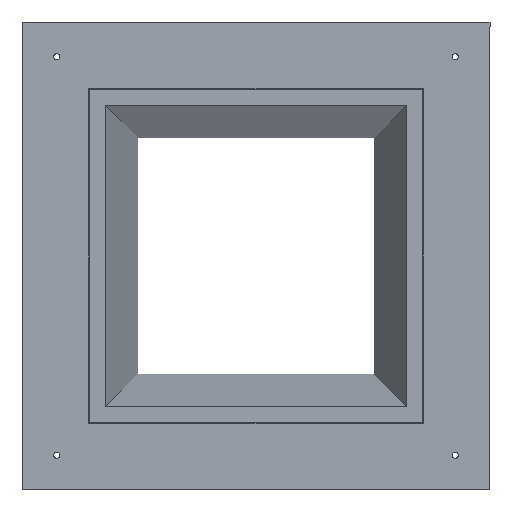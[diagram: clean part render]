
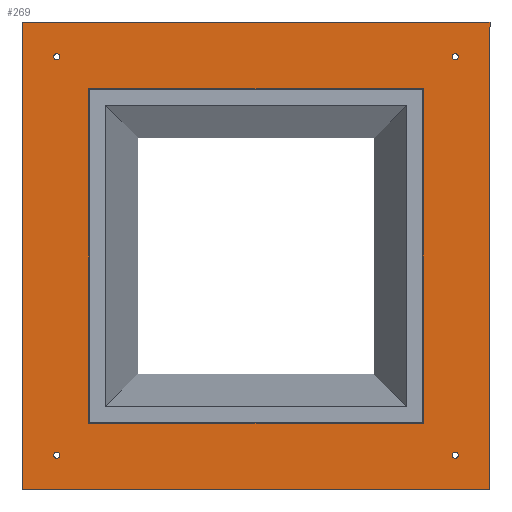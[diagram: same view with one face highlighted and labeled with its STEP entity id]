
A CAD part, front view. The second image highlights one B-rep face of the part: STEP entity #269.
In plain terms, the highlighted planar face has unit normal (0, -1, 0).
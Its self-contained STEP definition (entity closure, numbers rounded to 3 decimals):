
#44 = VERTEX_POINT ( 'NONE', #615 ) ;
#57 = VERTEX_POINT ( 'NONE', #660 ) ;
#66 = EDGE_CURVE ( 'NONE', #67, #44, #644, .T. ) ;
#67 = VERTEX_POINT ( 'NONE', #703 ) ;
#68 = VERTEX_POINT ( 'NONE', #702 ) ;
#69 = EDGE_CURVE ( 'NONE', #68, #57, #701, .T. ) ;
#114 = VERTEX_POINT ( 'NONE', #748 ) ;
#116 = EDGE_CURVE ( 'NONE', #117, #114, #747, .T. ) ;
#117 = VERTEX_POINT ( 'NONE', #742 ) ;
#130 = VERTEX_POINT ( 'NONE', #777 ) ;
#132 = EDGE_CURVE ( 'NONE', #133, #130, #776, .T. ) ;
#133 = VERTEX_POINT ( 'NONE', #771 ) ;
#237 = VERTEX_POINT ( 'NONE', #966 ) ;
#238 = ORIENTED_EDGE ( 'NONE', *, *, #239, .F. ) ;
#239 = EDGE_CURVE ( 'NONE', #240, #318, #965, .T. ) ;
#240 = VERTEX_POINT ( 'NONE', #1023 ) ;
#241 = ORIENTED_EDGE ( 'NONE', *, *, #242, .F. ) ;
#242 = EDGE_CURVE ( 'NONE', #243, #240, #1022, .T. ) ;
#243 = VERTEX_POINT ( 'NONE', #1018 ) ;
#244 = EDGE_CURVE ( 'NONE', #57, #68, #1017, .T. ) ;
#245 = EDGE_LOOP ( 'NONE', ( #246, #247 ) ) ;
#246 = ORIENTED_EDGE ( 'NONE', *, *, #116, .T. ) ;
#247 = ORIENTED_EDGE ( 'NONE', *, *, #248, .T. ) ;
#248 = EDGE_CURVE ( 'NONE', #114, #117, #1012, .T. ) ;
#249 = EDGE_LOOP ( 'NONE', ( #250, #254, #257, #313 ) ) ;
#250 = ORIENTED_EDGE ( 'NONE', *, *, #251, .T. ) ;
#251 = EDGE_CURVE ( 'NONE', #252, #253, #1007, .T. ) ;
#252 = VERTEX_POINT ( 'NONE', #1003 ) ;
#253 = VERTEX_POINT ( 'NONE', #1002 ) ;
#254 = ORIENTED_EDGE ( 'NONE', *, *, #255, .T. ) ;
#255 = EDGE_CURVE ( 'NONE', #253, #256, #1001, .T. ) ;
#256 = VERTEX_POINT ( 'NONE', #997 ) ;
#257 = ORIENTED_EDGE ( 'NONE', *, *, #312, .T. ) ;
#258 = VERTEX_POINT ( 'NONE', #996 ) ;
#269 = ADVANCED_FACE ( 'NONE', ( #1045, #1044, #1043, #1042, #1041, #1040 ), #1039, .T. ) ;
#270 = EDGE_LOOP ( 'NONE', ( #271, #272 ) ) ;
#271 = ORIENTED_EDGE ( 'NONE', *, *, #69, .T. ) ;
#272 = ORIENTED_EDGE ( 'NONE', *, *, #244, .T. ) ;
#299 = ORIENTED_EDGE ( 'NONE', *, *, #300, .F. ) ;
#300 = EDGE_CURVE ( 'NONE', #237, #243, #1113, .T. ) ;
#301 = EDGE_LOOP ( 'NONE', ( #302, #303 ) ) ;
#302 = ORIENTED_EDGE ( 'NONE', *, *, #132, .T. ) ;
#303 = ORIENTED_EDGE ( 'NONE', *, *, #304, .T. ) ;
#304 = EDGE_CURVE ( 'NONE', #130, #133, #1109, .T. ) ;
#305 = EDGE_LOOP ( 'NONE', ( #306, #307 ) ) ;
#306 = ORIENTED_EDGE ( 'NONE', *, *, #66, .T. ) ;
#307 = ORIENTED_EDGE ( 'NONE', *, *, #308, .T. ) ;
#308 = EDGE_CURVE ( 'NONE', #44, #67, #1104, .T. ) ;
#312 = EDGE_CURVE ( 'NONE', #256, #258, #1096, .T. ) ;
#313 = ORIENTED_EDGE ( 'NONE', *, *, #314, .T. ) ;
#314 = EDGE_CURVE ( 'NONE', #258, #252, #1092, .T. ) ;
#315 = EDGE_LOOP ( 'NONE', ( #316, #238, #241, #299 ) ) ;
#316 = ORIENTED_EDGE ( 'NONE', *, *, #317, .F. ) ;
#317 = EDGE_CURVE ( 'NONE', #318, #237, #1148, .T. ) ;
#318 = VERTEX_POINT ( 'NONE', #1144 ) ;
#615 = CARTESIAN_POINT ( 'NONE',  ( -430., 0., -423.5 ) ) ;
#643 = AXIS2_PLACEMENT_3D ( 'NONE', #706, #705, #704 ) ;
#644 = CIRCLE ( 'NONE', #643, 6.5 ) ;
#660 = CARTESIAN_POINT ( 'NONE',  ( 430., 0., -423.5 ) ) ;
#697 = DIRECTION ( 'NONE',  ( 0., 0., 1. ) ) ;
#698 = DIRECTION ( 'NONE',  ( 0., 1., 0. ) ) ;
#699 = CARTESIAN_POINT ( 'NONE',  ( 430., 0., -430. ) ) ;
#700 = AXIS2_PLACEMENT_3D ( 'NONE', #699, #698, #697 ) ;
#701 = CIRCLE ( 'NONE', #700, 6.5 ) ;
#702 = CARTESIAN_POINT ( 'NONE',  ( 430., 0., -436.5 ) ) ;
#703 = CARTESIAN_POINT ( 'NONE',  ( -430., 0., -436.5 ) ) ;
#704 = DIRECTION ( 'NONE',  ( 0., 0., 1. ) ) ;
#705 = DIRECTION ( 'NONE',  ( 0., 1., 0. ) ) ;
#706 = CARTESIAN_POINT ( 'NONE',  ( -430., 0., -430. ) ) ;
#742 = CARTESIAN_POINT ( 'NONE',  ( -430., 0., 423.5 ) ) ;
#743 = DIRECTION ( 'NONE',  ( 0., 0., 1. ) ) ;
#744 = DIRECTION ( 'NONE',  ( 0., 1., 0. ) ) ;
#745 = CARTESIAN_POINT ( 'NONE',  ( -430., 0., 430. ) ) ;
#746 = AXIS2_PLACEMENT_3D ( 'NONE', #745, #744, #743 ) ;
#747 = CIRCLE ( 'NONE', #746, 6.5 ) ;
#748 = CARTESIAN_POINT ( 'NONE',  ( -430., 0., 436.5 ) ) ;
#771 = CARTESIAN_POINT ( 'NONE',  ( 430., 0., 423.5 ) ) ;
#772 = DIRECTION ( 'NONE',  ( 0., 0., 1. ) ) ;
#773 = DIRECTION ( 'NONE',  ( 0., 1., 0. ) ) ;
#774 = CARTESIAN_POINT ( 'NONE',  ( 430., 0., 430. ) ) ;
#775 = AXIS2_PLACEMENT_3D ( 'NONE', #774, #773, #772 ) ;
#776 = CIRCLE ( 'NONE', #775, 6.5 ) ;
#777 = CARTESIAN_POINT ( 'NONE',  ( 430., 0., 436.5 ) ) ;
#962 = DIRECTION ( 'NONE',  ( 0., 0., -1. ) ) ;
#963 = VECTOR ( 'NONE', #962, 1000. ) ;
#964 = CARTESIAN_POINT ( 'NONE',  ( -360., 0., 950. ) ) ;
#965 = LINE ( 'NONE', #964, #963 ) ;
#966 = CARTESIAN_POINT ( 'NONE',  ( 360., 0., -360. ) ) ;
#996 = CARTESIAN_POINT ( 'NONE',  ( 505., 0., 505. ) ) ;
#997 = CARTESIAN_POINT ( 'NONE',  ( 505., 0., -505. ) ) ;
#998 = DIRECTION ( 'NONE',  ( 1., 0., 0. ) ) ;
#999 = VECTOR ( 'NONE', #998, 1000. ) ;
#1000 = CARTESIAN_POINT ( 'NONE',  ( -950., 0., -505. ) ) ;
#1001 = LINE ( 'NONE', #1000, #999 ) ;
#1002 = CARTESIAN_POINT ( 'NONE',  ( -505., 0., -505. ) ) ;
#1003 = CARTESIAN_POINT ( 'NONE',  ( -505., 0., 505. ) ) ;
#1004 = DIRECTION ( 'NONE',  ( 0., 0., -1. ) ) ;
#1005 = VECTOR ( 'NONE', #1004, 1000. ) ;
#1006 = CARTESIAN_POINT ( 'NONE',  ( -505., 0., 950. ) ) ;
#1007 = LINE ( 'NONE', #1006, #1005 ) ;
#1008 = DIRECTION ( 'NONE',  ( 0., 0., 1. ) ) ;
#1009 = DIRECTION ( 'NONE',  ( 0., 1., 0. ) ) ;
#1010 = CARTESIAN_POINT ( 'NONE',  ( -430., 0., 430. ) ) ;
#1011 = AXIS2_PLACEMENT_3D ( 'NONE', #1010, #1009, #1008 ) ;
#1012 = CIRCLE ( 'NONE', #1011, 6.5 ) ;
#1013 = DIRECTION ( 'NONE',  ( 0., 0., 1. ) ) ;
#1014 = DIRECTION ( 'NONE',  ( 0., 1., 0. ) ) ;
#1015 = CARTESIAN_POINT ( 'NONE',  ( 430., 0., -430. ) ) ;
#1016 = AXIS2_PLACEMENT_3D ( 'NONE', #1015, #1014, #1013 ) ;
#1017 = CIRCLE ( 'NONE', #1016, 6.5 ) ;
#1018 = CARTESIAN_POINT ( 'NONE',  ( 360., 0., 360. ) ) ;
#1019 = DIRECTION ( 'NONE',  ( -1., 0., 0. ) ) ;
#1020 = VECTOR ( 'NONE', #1019, 1000. ) ;
#1021 = CARTESIAN_POINT ( 'NONE',  ( 950., 0., 360. ) ) ;
#1022 = LINE ( 'NONE', #1021, #1020 ) ;
#1023 = CARTESIAN_POINT ( 'NONE',  ( -360., 0., 360. ) ) ;
#1034 = DIRECTION ( 'NONE',  ( 0., 0., -1. ) ) ;
#1035 = DIRECTION ( 'NONE',  ( 0., -1., 0. ) ) ;
#1036 = CARTESIAN_POINT ( 'NONE',  ( -360., 0., 950. ) ) ;
#1038 = AXIS2_PLACEMENT_3D ( 'NONE', #1036, #1035, #1034 ) ;
#1039 = PLANE ( 'NONE',  #1038 ) ;
#1040 = FACE_BOUND ( 'NONE', #305, .T. ) ;
#1041 = FACE_BOUND ( 'NONE', #301, .T. ) ;
#1042 = FACE_BOUND ( 'NONE', #315, .T. ) ;
#1043 = FACE_OUTER_BOUND ( 'NONE', #249, .T. ) ;
#1044 = FACE_BOUND ( 'NONE', #245, .T. ) ;
#1045 = FACE_BOUND ( 'NONE', #270, .T. ) ;
#1088 = CARTESIAN_POINT ( 'NONE',  ( 950., 0., 505. ) ) ;
#1089 = DIRECTION ( 'NONE',  ( 0., 0., 1. ) ) ;
#1090 = VECTOR ( 'NONE', #1089, 1000. ) ;
#1091 = CARTESIAN_POINT ( 'NONE',  ( 505., 0., -950. ) ) ;
#1092 = LINE ( 'NONE', #1088, #1150 ) ;
#1096 = LINE ( 'NONE', #1091, #1090 ) ;
#1100 = DIRECTION ( 'NONE',  ( 0., 0., 1. ) ) ;
#1101 = DIRECTION ( 'NONE',  ( 0., 1., 0. ) ) ;
#1102 = CARTESIAN_POINT ( 'NONE',  ( -430., 0., -430. ) ) ;
#1103 = AXIS2_PLACEMENT_3D ( 'NONE', #1102, #1101, #1100 ) ;
#1104 = CIRCLE ( 'NONE', #1103, 6.5 ) ;
#1105 = DIRECTION ( 'NONE',  ( 0., 0., 1. ) ) ;
#1106 = DIRECTION ( 'NONE',  ( 0., 1., 0. ) ) ;
#1107 = CARTESIAN_POINT ( 'NONE',  ( 430., 0., 430. ) ) ;
#1108 = AXIS2_PLACEMENT_3D ( 'NONE', #1107, #1106, #1105 ) ;
#1109 = CIRCLE ( 'NONE', #1108, 6.5 ) ;
#1110 = DIRECTION ( 'NONE',  ( 0., 0., 1. ) ) ;
#1111 = VECTOR ( 'NONE', #1110, 1000. ) ;
#1112 = CARTESIAN_POINT ( 'NONE',  ( 360., 0., -950. ) ) ;
#1113 = LINE ( 'NONE', #1112, #1111 ) ;
#1144 = CARTESIAN_POINT ( 'NONE',  ( -360., 0., -360. ) ) ;
#1145 = DIRECTION ( 'NONE',  ( 1., 0., 0. ) ) ;
#1146 = VECTOR ( 'NONE', #1145, 1000. ) ;
#1147 = CARTESIAN_POINT ( 'NONE',  ( -950., 0., -360. ) ) ;
#1148 = LINE ( 'NONE', #1147, #1146 ) ;
#1149 = DIRECTION ( 'NONE',  ( -1., 0., 0. ) ) ;
#1150 = VECTOR ( 'NONE', #1149, 1000. ) ;
